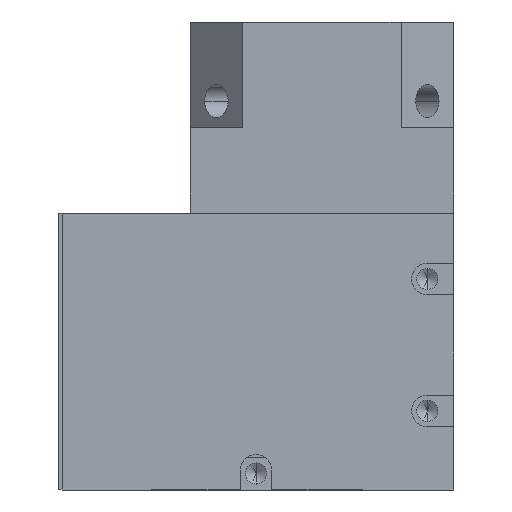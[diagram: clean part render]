
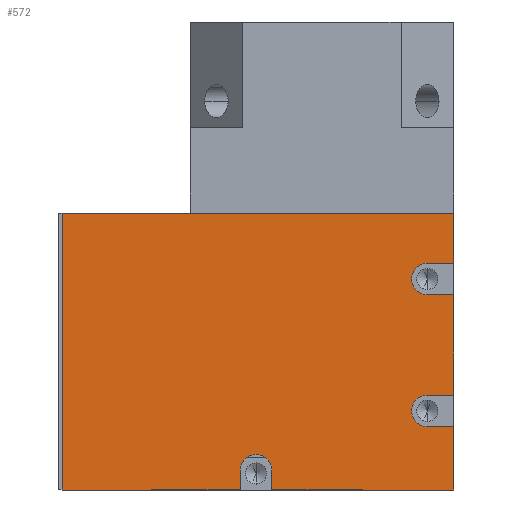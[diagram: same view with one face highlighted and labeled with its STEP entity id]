
A CAD part, front view. The second image highlights one B-rep face of the part: STEP entity #572.
In plain terms, the highlighted face is planar.
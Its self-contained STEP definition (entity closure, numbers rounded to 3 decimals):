
#19 = CARTESIAN_POINT ( 'NONE',  ( 12.85, -3.3, 2. ) ) ;
#77 = CARTESIAN_POINT ( 'NONE',  ( -14.85, -10.5, 2. ) ) ;
#126 = CARTESIAN_POINT ( 'NONE',  ( 1.05, -9., 2. ) ) ;
#150 = LINE ( 'NONE', #3068, #1454 ) ;
#180 = CARTESIAN_POINT ( 'NONE',  ( 14.85, -10.5, 2. ) ) ;
#190 = CARTESIAN_POINT ( 'NONE',  ( 12.85, 5.5, 2. ) ) ;
#196 = VERTEX_POINT ( 'NONE', #1344 ) ;
#210 = CARTESIAN_POINT ( 'NONE',  ( -1.35, -9., 2. ) ) ;
#214 = CARTESIAN_POINT ( 'NONE',  ( -14.85, -10.5, 2. ) ) ;
#233 = AXIS2_PLACEMENT_3D ( 'NONE', #2816, #1236, #3069 ) ;
#248 = CARTESIAN_POINT ( 'NONE',  ( 12.85, -4.5, 2. ) ) ;
#266 = CARTESIAN_POINT ( 'NONE',  ( 1.05, -10.5, 2. ) ) ;
#323 = EDGE_CURVE ( 'NONE', #2034, #3211, #1395, .T. ) ;
#372 = DIRECTION ( 'NONE',  ( 0., 1., 0. ) ) ;
#374 = VERTEX_POINT ( 'NONE', #851 ) ;
#399 = AXIS2_PLACEMENT_3D ( 'NONE', #2331, #759, #2572 ) ;
#403 = CIRCLE ( 'NONE', #399, 1.2 ) ;
#442 = DIRECTION ( 'NONE',  ( 1., 0., 0. ) ) ;
#494 = CARTESIAN_POINT ( 'NONE',  ( -14.85, 10.5, 2. ) ) ;
#504 = EDGE_CURVE ( 'NONE', #2409, #3018, #2838, .T. ) ;
#506 = CARTESIAN_POINT ( 'NONE',  ( 12.85, -3.3, 2. ) ) ;
#509 = DIRECTION ( 'NONE',  ( 1., 0., 0. ) ) ;
#548 = ORIENTED_EDGE ( 'NONE', *, *, #323, .T. ) ;
#550 = EDGE_CURVE ( 'NONE', #2678, #2409, #660, .T. ) ;
#572 = ADVANCED_FACE ( 'NONE', ( #3264 ), #721, .F. ) ;
#574 = VERTEX_POINT ( 'NONE', #982 ) ;
#594 = EDGE_CURVE ( 'NONE', #710, #2678, #1880, .T. ) ;
#599 = DIRECTION ( 'NONE',  ( 0., 1., 0. ) ) ;
#604 = LINE ( 'NONE', #903, #1913 ) ;
#629 = VERTEX_POINT ( 'NONE', #2314 ) ;
#640 = CARTESIAN_POINT ( 'NONE',  ( 14.85, -10.5, 2. ) ) ;
#642 = VECTOR ( 'NONE', #2983, 1000. ) ;
#644 = EDGE_CURVE ( 'NONE', #574, #1718, #403, .T. ) ;
#653 = VERTEX_POINT ( 'NONE', #1517 ) ;
#654 = LINE ( 'NONE', #3272, #3342 ) ;
#660 = CIRCLE ( 'NONE', #1085, 1.2 ) ;
#684 = VECTOR ( 'NONE', #1648, 1000. ) ;
#710 = VERTEX_POINT ( 'NONE', #781 ) ;
#721 = PLANE ( 'NONE',  #233 ) ;
#728 = LINE ( 'NONE', #640, #642 ) ;
#753 = ORIENTED_EDGE ( 'NONE', *, *, #777, .T. ) ;
#759 = DIRECTION ( 'NONE',  ( 0., 0., 1. ) ) ;
#775 = DIRECTION ( 'NONE',  ( -1., 0., 0. ) ) ;
#777 = EDGE_CURVE ( 'NONE', #629, #2156, #2372, .T. ) ;
#781 = CARTESIAN_POINT ( 'NONE',  ( 14.85, 6.7, 2. ) ) ;
#805 = EDGE_CURVE ( 'NONE', #2037, #1892, #2297, .T. ) ;
#820 = EDGE_CURVE ( 'NONE', #653, #1215, #2910, .T. ) ;
#824 = VECTOR ( 'NONE', #1630, 1000. ) ;
#851 = CARTESIAN_POINT ( 'NONE',  ( -1.35, -10.5, 2. ) ) ;
#900 = CARTESIAN_POINT ( 'NONE',  ( 14.85, 4.3, 2. ) ) ;
#903 = CARTESIAN_POINT ( 'NONE',  ( -14.85, -10.5, 2. ) ) ;
#923 = ORIENTED_EDGE ( 'NONE', *, *, #504, .F. ) ;
#938 = ORIENTED_EDGE ( 'NONE', *, *, #943, .F. ) ;
#943 = EDGE_CURVE ( 'NONE', #1215, #2037, #1966, .T. ) ;
#951 = CARTESIAN_POINT ( 'NONE',  ( 14.85, -5.7, 2. ) ) ;
#982 = CARTESIAN_POINT ( 'NONE',  ( 1.05, -9., 2. ) ) ;
#1035 = DIRECTION ( 'NONE',  ( -1., 0., 0. ) ) ;
#1085 = AXIS2_PLACEMENT_3D ( 'NONE', #190, #2023, #442 ) ;
#1155 = DIRECTION ( 'NONE',  ( 1., 0., 0. ) ) ;
#1167 = ORIENTED_EDGE ( 'NONE', *, *, #2180, .F. ) ;
#1186 = VECTOR ( 'NONE', #2831, 1000. ) ;
#1215 = VERTEX_POINT ( 'NONE', #19 ) ;
#1232 = ORIENTED_EDGE ( 'NONE', *, *, #644, .F. ) ;
#1236 = DIRECTION ( 'NONE',  ( 0., 0., -1. ) ) ;
#1271 = ORIENTED_EDGE ( 'NONE', *, *, #2634, .F. ) ;
#1286 = EDGE_CURVE ( 'NONE', #653, #3018, #1946, .T. ) ;
#1328 = AXIS2_PLACEMENT_3D ( 'NONE', #248, #2085, #509 ) ;
#1344 = CARTESIAN_POINT ( 'NONE',  ( -14.85, -10.5, 2. ) ) ;
#1370 = CARTESIAN_POINT ( 'NONE',  ( 14.85, -10.5, 2. ) ) ;
#1375 = CARTESIAN_POINT ( 'NONE',  ( 12.85, -5.7, 2. ) ) ;
#1395 = LINE ( 'NONE', #214, #2095 ) ;
#1454 = VECTOR ( 'NONE', #3079, 1000. ) ;
#1509 = ORIENTED_EDGE ( 'NONE', *, *, #805, .F. ) ;
#1517 = CARTESIAN_POINT ( 'NONE',  ( 14.85, -3.3, 2. ) ) ;
#1630 = DIRECTION ( 'NONE',  ( 1., 0., 0. ) ) ;
#1648 = DIRECTION ( 'NONE',  ( 0., -1., 0. ) ) ;
#1676 = VECTOR ( 'NONE', #775, 1000. ) ;
#1694 = ORIENTED_EDGE ( 'NONE', *, *, #594, .F. ) ;
#1701 = CARTESIAN_POINT ( 'NONE',  ( 12.85, 6.7, 2. ) ) ;
#1718 = VERTEX_POINT ( 'NONE', #210 ) ;
#1728 = CARTESIAN_POINT ( 'NONE',  ( 12.85, 4.3, 2. ) ) ;
#1777 = DIRECTION ( 'NONE',  ( 1., 0., 0. ) ) ;
#1811 = DIRECTION ( 'NONE',  ( 1., 0., 0. ) ) ;
#1856 = VECTOR ( 'NONE', #599, 1000. ) ;
#1880 = LINE ( 'NONE', #2038, #1186 ) ;
#1890 = ORIENTED_EDGE ( 'NONE', *, *, #2338, .T. ) ;
#1892 = VERTEX_POINT ( 'NONE', #951 ) ;
#1913 = VECTOR ( 'NONE', #1155, 1000. ) ;
#1946 = LINE ( 'NONE', #1370, #1856 ) ;
#1953 = VECTOR ( 'NONE', #372, 1000. ) ;
#1966 = CIRCLE ( 'NONE', #1328, 1.2 ) ;
#2023 = DIRECTION ( 'NONE',  ( 0., 0., 1. ) ) ;
#2034 = VERTEX_POINT ( 'NONE', #266 ) ;
#2037 = VERTEX_POINT ( 'NONE', #2616 ) ;
#2038 = CARTESIAN_POINT ( 'NONE',  ( 12.85, 6.7, 2. ) ) ;
#2085 = DIRECTION ( 'NONE',  ( 0., 0., 1. ) ) ;
#2095 = VECTOR ( 'NONE', #1777, 1000. ) ;
#2156 = VERTEX_POINT ( 'NONE', #2239 ) ;
#2180 = EDGE_CURVE ( 'NONE', #1718, #374, #654, .T. ) ;
#2213 = ORIENTED_EDGE ( 'NONE', *, *, #820, .F. ) ;
#2227 = VECTOR ( 'NONE', #1035, 1000. ) ;
#2239 = CARTESIAN_POINT ( 'NONE',  ( -14.85, 10.5, 2. ) ) ;
#2257 = DIRECTION ( 'NONE',  ( 0., -1., 0. ) ) ;
#2297 = LINE ( 'NONE', #1375, #2987 ) ;
#2314 = CARTESIAN_POINT ( 'NONE',  ( 14.85, 10.5, 2. ) ) ;
#2331 = CARTESIAN_POINT ( 'NONE',  ( -0.15, -9., 2. ) ) ;
#2338 = EDGE_CURVE ( 'NONE', #196, #374, #604, .T. ) ;
#2372 = LINE ( 'NONE', #494, #1676 ) ;
#2409 = VERTEX_POINT ( 'NONE', #1728 ) ;
#2540 = ORIENTED_EDGE ( 'NONE', *, *, #2936, .T. ) ;
#2572 = DIRECTION ( 'NONE',  ( 1., 0., 0. ) ) ;
#2592 = ORIENTED_EDGE ( 'NONE', *, *, #1286, .T. ) ;
#2601 = EDGE_CURVE ( 'NONE', #710, #629, #728, .T. ) ;
#2616 = CARTESIAN_POINT ( 'NONE',  ( 12.85, -5.7, 2. ) ) ;
#2634 = EDGE_CURVE ( 'NONE', #2034, #574, #3330, .T. ) ;
#2670 = CARTESIAN_POINT ( 'NONE',  ( 12.85, 4.3, 2. ) ) ;
#2671 = EDGE_LOOP ( 'NONE', ( #1232, #1271, #548, #3262, #1509, #938, #2213, #2592, #923, #3355, #1694, #3119, #753, #2540, #1890, #1167 ) ) ;
#2674 = LINE ( 'NONE', #77, #684 ) ;
#2678 = VERTEX_POINT ( 'NONE', #1701 ) ;
#2816 = CARTESIAN_POINT ( 'NONE',  ( 14.85, 10.5, 2. ) ) ;
#2823 = EDGE_CURVE ( 'NONE', #3211, #1892, #150, .T. ) ;
#2831 = DIRECTION ( 'NONE',  ( -1., 0., 0. ) ) ;
#2838 = LINE ( 'NONE', #2670, #824 ) ;
#2910 = LINE ( 'NONE', #506, #2227 ) ;
#2936 = EDGE_CURVE ( 'NONE', #2156, #196, #2674, .T. ) ;
#2983 = DIRECTION ( 'NONE',  ( 0., 1., 0. ) ) ;
#2987 = VECTOR ( 'NONE', #1811, 1000. ) ;
#3018 = VERTEX_POINT ( 'NONE', #900 ) ;
#3068 = CARTESIAN_POINT ( 'NONE',  ( 14.85, -10.5, 2. ) ) ;
#3069 = DIRECTION ( 'NONE',  ( -1., 0., 0. ) ) ;
#3079 = DIRECTION ( 'NONE',  ( 0., 1., 0. ) ) ;
#3119 = ORIENTED_EDGE ( 'NONE', *, *, #2601, .T. ) ;
#3211 = VERTEX_POINT ( 'NONE', #180 ) ;
#3262 = ORIENTED_EDGE ( 'NONE', *, *, #2823, .T. ) ;
#3264 = FACE_OUTER_BOUND ( 'NONE', #2671, .T. ) ;
#3272 = CARTESIAN_POINT ( 'NONE',  ( -1.35, -9., 2. ) ) ;
#3330 = LINE ( 'NONE', #126, #1953 ) ;
#3342 = VECTOR ( 'NONE', #2257, 1000. ) ;
#3355 = ORIENTED_EDGE ( 'NONE', *, *, #550, .F. ) ;
